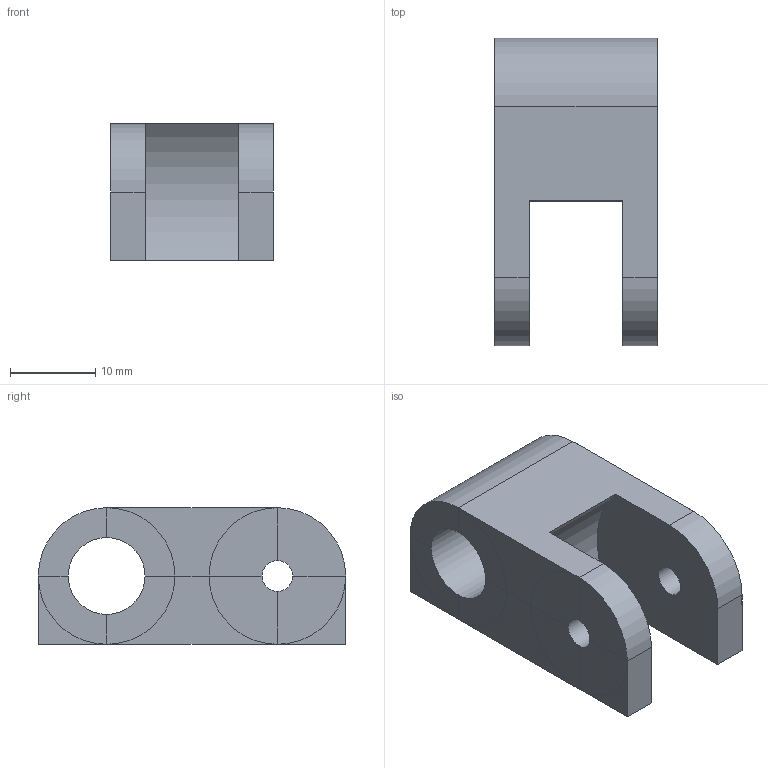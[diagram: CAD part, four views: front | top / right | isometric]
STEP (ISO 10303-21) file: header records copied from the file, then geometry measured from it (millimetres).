
FILE_DESCRIPTION(('FreeCAD Model'),'2;1');
FILE_NAME('y-idler.step', '2015-04-25T16:31:36',('Author'),(''), 'Open CASCADE STEP processor 6.8','FreeCAD','Unknown');
FILE_SCHEMA(('AUTOMOTIVE_DESIGN_CC2 { 1 2 10303 214 -1 1 5 4 }'));
Length unit declared in the file: millimetre
Products named in the file (1): difference
Bounding box: 19 x 36 x 16 mm (x, y, z)
Volume: 5932 mm3; surface area: 3665.8 mm2
Topology: 1 solids, 1 shells, 41 faces, 93 edges, 50 vertices
Faces by surface type: plane 34, cylinder 7
Full cylindrical faces by diameter (mm): 3.6 x2, 9 x1
Entity records: 2336 total; most frequent: CARTESIAN_POINT 394, DIRECTION 378, ORIENTED_EDGE 186, PCURVE 186, DEFINITIONAL_REPRESENTATION 186, LINE 168, VECTOR 168, EDGE_CURVE 93
